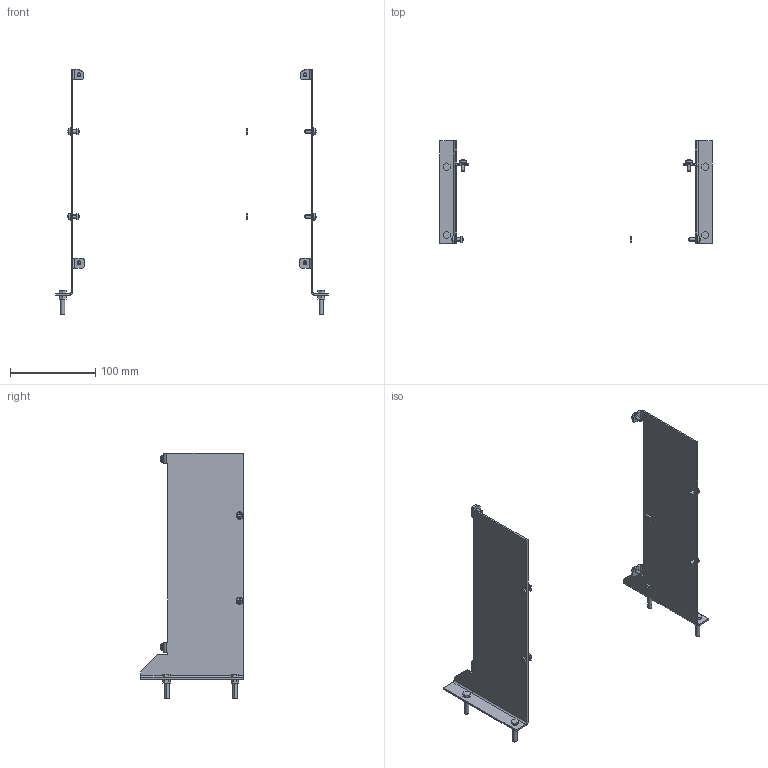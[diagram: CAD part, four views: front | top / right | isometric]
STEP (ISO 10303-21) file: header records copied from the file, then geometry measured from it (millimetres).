
FILE_DESCRIPTION((''),'2;1');
FILE_NAME('1SDH002065A1412_IGES','2019-07-03T',('ITSTCAR1'),(''),'CREO PARAMETRIC BY PTC INC, 2016050','CREO PARAMETRIC BY PTC INC, 2016050','');
FILE_SCHEMA(('AUTOMOTIVE_DESIGN { 1 0 10303 214 1 1 1 1 }'));
Length unit declared in the file: millimetre
Products named in the file (1): 1SDH002065A1412_IGES
Bounding box: 319.98 x 121 x 288.5 mm (x, y, z)
Volume: 112356 mm3; surface area: 115393.3 mm2
Topology: 4 solids, 8 shells, 460 faces, 1138 edges, 734 vertices
Faces by surface type: plane 280, cylinder 124, cone 40, sphere 16
Entity records: 17599 total; most frequent: DIRECTION 2456, CARTESIAN_POINT 2454, ORIENTED_EDGE 2244, EDGE_CURVE 1122, AXIS2_PLACEMENT_3D 882, VERTEX_POINT 734, VECTOR 692, LINE 692
